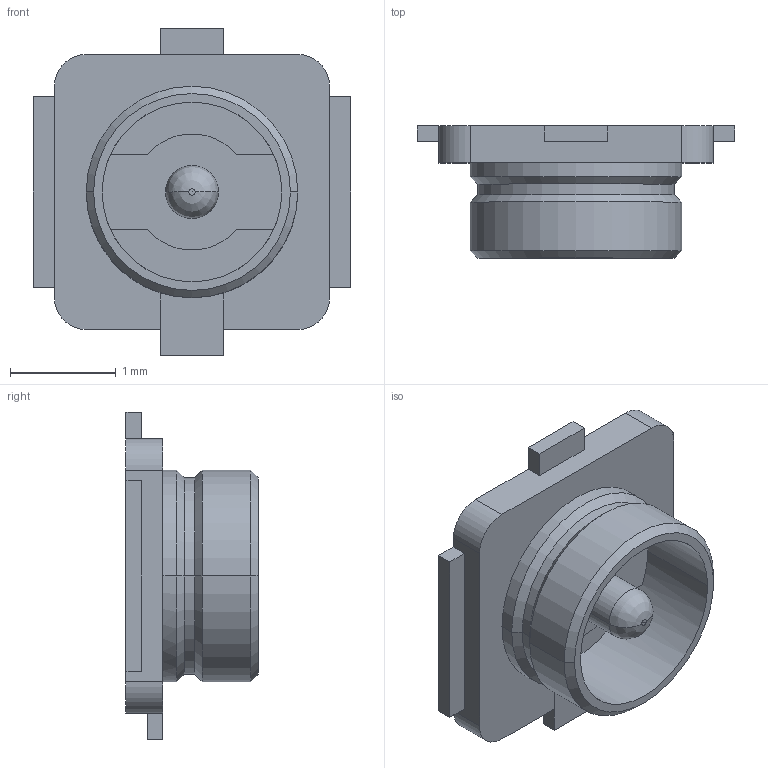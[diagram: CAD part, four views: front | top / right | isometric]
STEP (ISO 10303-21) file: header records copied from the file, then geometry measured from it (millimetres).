
FILE_DESCRIPTION(('STEP AP242'),'1');
FILE_NAME('u_fl-r-smt-1_10_.stp','2020-01-28T13:50:10',('TraceParts'),('TraceParts S.A.'),'Spatial InterOp 3D',' ',' ');
FILE_SCHEMA(('AP242_MANAGED_MODEL_BASED_3D_ENGINEERING_MIM_LF {1 0 10303 442 1 1 4}'));
Length unit declared in the file: millimetre
Products named in the file (1): u_fl-r-smt-1_10_
Bounding box: 3 x 1.25 x 3.1 mm (x, y, z)
Volume: 3.5 mm3; surface area: 30.9 mm2
Topology: 1 solids, 1 shells, 58 faces, 148 edges, 93 vertices
Faces by surface type: plane 32, cylinder 16, cone 8, bspline 2
Entity records: 2260 total; most frequent: CARTESIAN_POINT 354, DIRECTION 302, ORIENTED_EDGE 292, EDGE_CURVE 146, AXIS2_PLACEMENT_3D 101, LINE 100, VECTOR 100, VERTEX_POINT 93
